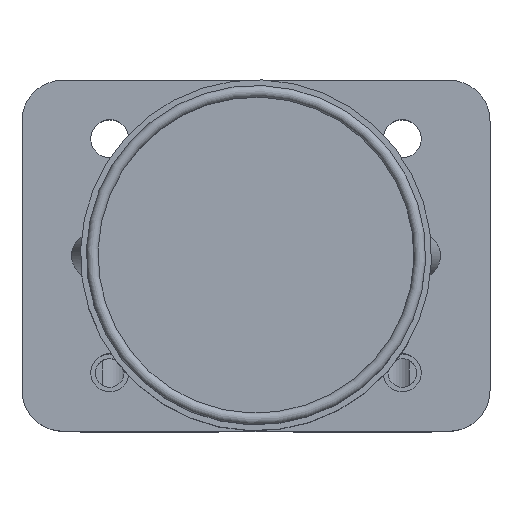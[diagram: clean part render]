
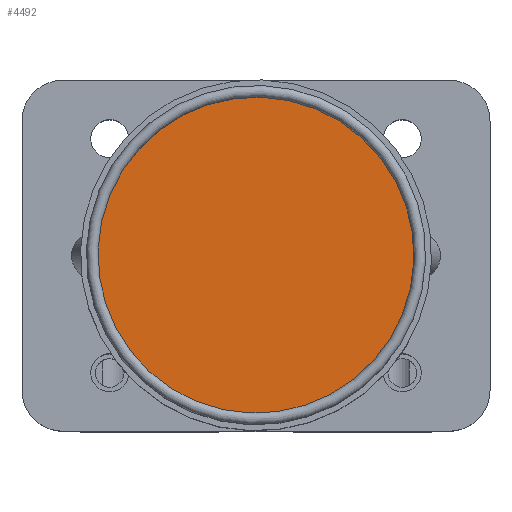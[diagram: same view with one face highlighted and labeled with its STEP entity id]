
A CAD part, top view. The second image highlights one B-rep face of the part: STEP entity #4492.
In plain terms, the highlighted face is planar.
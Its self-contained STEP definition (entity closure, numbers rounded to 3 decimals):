
#1279=PLANE('',#4772);
#1600=FACE_OUTER_BOUND('',#1905,.T.);
#1905=EDGE_LOOP('',(#4118));
#2019=CIRCLE('',#4770,13.5);
#2414=VERTEX_POINT('',#7935);
#2991=EDGE_CURVE('',#2414,#2414,#2019,.T.);
#4118=ORIENTED_EDGE('',*,*,#2991,.T.);
#4492=ADVANCED_FACE('',(#1600),#1279,.T.);
#4770=AXIS2_PLACEMENT_3D('',#7936,#5671,#5672);
#4772=AXIS2_PLACEMENT_3D('',#7939,#5675,#5676);
#5671=DIRECTION('center_axis',(0.,0.,-1.));
#5672=DIRECTION('ref_axis',(0.,1.,0.));
#5675=DIRECTION('center_axis',(0.,0.,-1.));
#5676=DIRECTION('ref_axis',(-1.,0.,0.));
#7935=CARTESIAN_POINT('',(0.,13.5,-6.5));
#7936=CARTESIAN_POINT('Origin',(0.,0.,-6.5));
#7939=CARTESIAN_POINT('Origin',(0.,6.75,-6.5));
